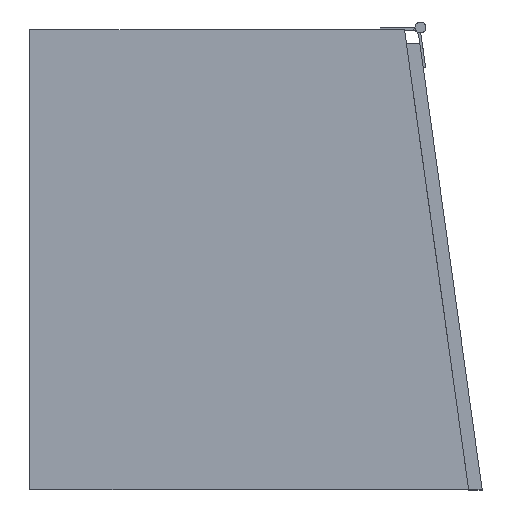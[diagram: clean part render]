
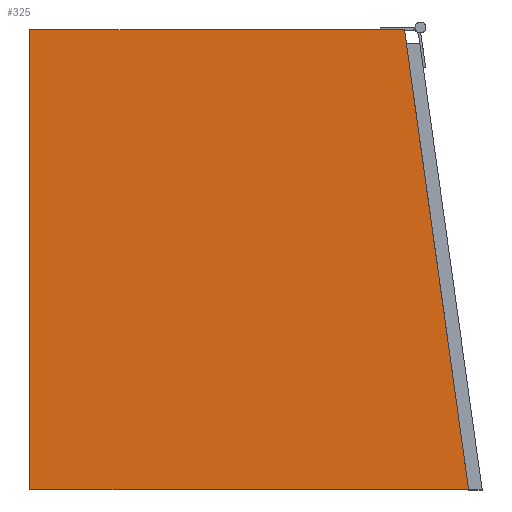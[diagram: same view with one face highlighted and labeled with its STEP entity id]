
A CAD part, top view. The second image highlights one B-rep face of the part: STEP entity #325.
In plain terms, the highlighted planar face has unit normal (0, 0, 1).
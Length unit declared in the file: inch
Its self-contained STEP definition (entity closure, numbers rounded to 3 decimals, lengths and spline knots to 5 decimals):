
#34 = VECTOR ( 'NONE', #4079, 39.37008 ) ;
#325 = ADVANCED_FACE ( 'NONE', ( #1588 ), #3143, .F. ) ;
#360 = DIRECTION ( 'NONE',  ( 0., 0., -1. ) ) ;
#508 = LINE ( 'NONE', #1625, #2125 ) ;
#584 = LINE ( 'NONE', #4484, #3038 ) ;
#715 = EDGE_CURVE ( 'NONE', #4407, #3418, #508, .T. ) ;
#1186 = EDGE_CURVE ( 'NONE', #3418, #4270, #3984, .T. ) ;
#1214 = CARTESIAN_POINT ( 'NONE',  ( -10.5, -12.875, 21.5 ) ) ;
#1415 = LINE ( 'NONE', #3789, #2967 ) ;
#1588 = FACE_OUTER_BOUND ( 'NONE', #1909, .T. ) ;
#1625 = CARTESIAN_POINT ( 'NONE',  ( -10.5, -12.875, 21.5 ) ) ;
#1650 = DIRECTION ( 'NONE',  ( 0., -1., 0. ) ) ;
#1763 = CARTESIAN_POINT ( 'NONE',  ( 0., 0., 21.5 ) ) ;
#1844 = ORIENTED_EDGE ( 'NONE', *, *, #715, .T. ) ;
#1909 = EDGE_LOOP ( 'NONE', ( #2763, #1844, #3223, #4358 ) ) ;
#2089 = CARTESIAN_POINT ( 'NONE',  ( -10.5, 12.875, 21.5 ) ) ;
#2125 = VECTOR ( 'NONE', #1650, 39.37008 ) ;
#2158 = EDGE_CURVE ( 'NONE', #4270, #4441, #584, .T. ) ;
#2350 = DIRECTION ( 'NONE',  ( -0.138, 0.99, 0. ) ) ;
#2709 = CARTESIAN_POINT ( 'NONE',  ( 10.5, 12.875, 21.5 ) ) ;
#2763 = ORIENTED_EDGE ( 'NONE', *, *, #3215, .T. ) ;
#2967 = VECTOR ( 'NONE', #3869, 39.37008 ) ;
#3038 = VECTOR ( 'NONE', #2350, 39.37008 ) ;
#3143 = PLANE ( 'NONE',  #3202 ) ;
#3202 = AXIS2_PLACEMENT_3D ( 'NONE', #1763, #360, #3889 ) ;
#3215 = EDGE_CURVE ( 'NONE', #4441, #4407, #1415, .T. ) ;
#3223 = ORIENTED_EDGE ( 'NONE', *, *, #1186, .T. ) ;
#3279 = CARTESIAN_POINT ( 'NONE',  ( 14.09687, -12.875, 21.5 ) ) ;
#3418 = VERTEX_POINT ( 'NONE', #1214 ) ;
#3789 = CARTESIAN_POINT ( 'NONE',  ( 10.5, 12.875, 21.5 ) ) ;
#3869 = DIRECTION ( 'NONE',  ( -1., 0., 0. ) ) ;
#3889 = DIRECTION ( 'NONE',  ( -1., 0., 0. ) ) ;
#3984 = LINE ( 'NONE', #4029, #34 ) ;
#4029 = CARTESIAN_POINT ( 'NONE',  ( -10.5, -12.875, 21.5 ) ) ;
#4079 = DIRECTION ( 'NONE',  ( 1., 0., 0. ) ) ;
#4270 = VERTEX_POINT ( 'NONE', #3279 ) ;
#4358 = ORIENTED_EDGE ( 'NONE', *, *, #2158, .T. ) ;
#4407 = VERTEX_POINT ( 'NONE', #2089 ) ;
#4441 = VERTEX_POINT ( 'NONE', #2709 ) ;
#4484 = CARTESIAN_POINT ( 'NONE',  ( 14.09687, -12.875, 21.5 ) ) ;
